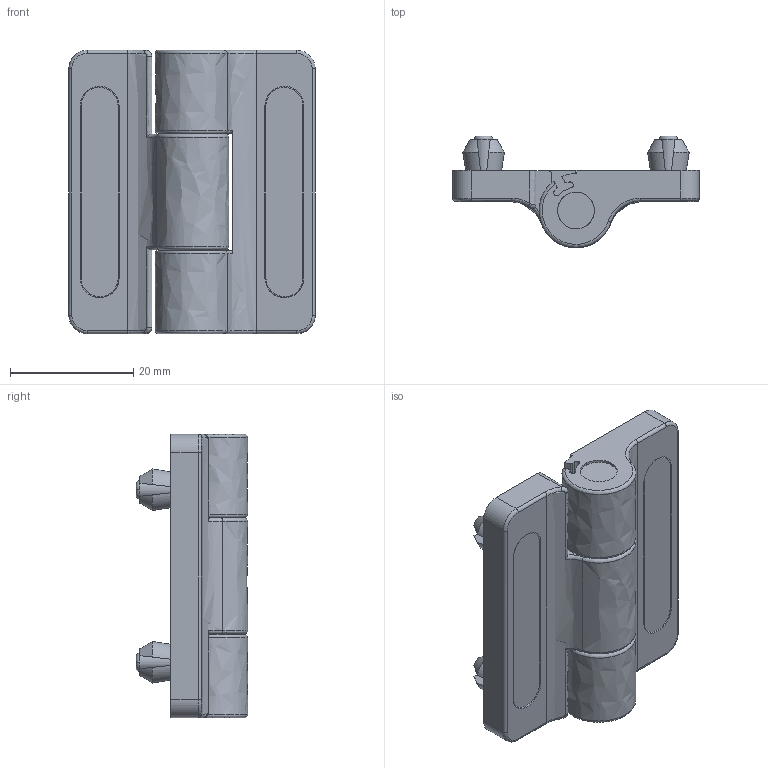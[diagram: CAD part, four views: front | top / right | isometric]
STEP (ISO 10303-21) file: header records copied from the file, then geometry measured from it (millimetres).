
FILE_DESCRIPTION((''),'2;1');
FILE_NAME('','2011-05-27T15:13:09',(''),(''),'','CADfix','');
FILE_SCHEMA(('AUTOMOTIVE_DESIGN { 1 0 10303 214 1 1 1 1 }'));
Length unit declared in the file: millimetre
Bounding box: 40 x 18.1 x 46 mm (x, y, z)
Volume: 10314.1 mm3; surface area: 10143.4 mm2
Topology: 5 solids, 5 shells, 422 faces, 1173 edges, 788 vertices
Faces by surface type: bspline 422
Entity records: 14843 total; most frequent: CARTESIAN_POINT 8163, ORIENTED_EDGE 2346, EDGE_CURVE 1173, VERTEX_POINT 788, QUASI_UNIFORM_CURVE 593, EDGE_LOOP 463, FACE_OUTER_BOUND 422, ADVANCED_FACE 422
